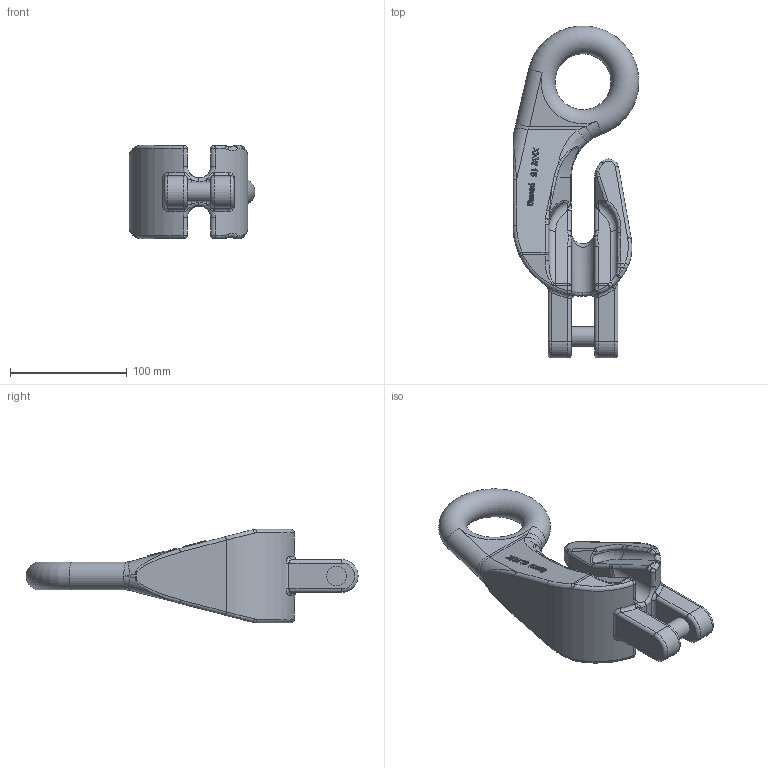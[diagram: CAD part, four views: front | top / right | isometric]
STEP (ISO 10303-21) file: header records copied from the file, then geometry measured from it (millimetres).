
FILE_DESCRIPTION(/* description */ (''),/* implementation_level */ '2;1');
FILE_NAME(/* name */ 'pewag_XKW_16',/* time_stamp */ '2010-02-01T12:28:30+01:00',/* author */ (''),/* organization */ (''),/* preprocessor_version */ 'ST-DEVELOPER v9',/* originating_system */ 'UGS - NX 4.0',/* authorisation */ '');
FILE_SCHEMA (('AUTOMOTIVE_DESIGN { 1 0 10303 214 1 1 1 1 }'));
Length unit declared in the file: millimetre
Products named in the file (1): ritFF9F5fr4
Bounding box: 108 x 284.91 x 80 mm (x, y, z)
Volume: 664818.3 mm3; surface area: 79990.6 mm2
Topology: 2 solids, 2 shells, 470 faces, 1162 edges, 688 vertices
Faces by surface type: plane 129, bspline 108, extrusion 96, cylinder 85, torus 26, sphere 22, cone 4
Full cylindrical faces by diameter (mm): 17 x3
Entity records: 16911 total; most frequent: CARTESIAN_POINT 6880, ORIENTED_EDGE 2268, DIRECTION 1743, EDGE_CURVE 1134, VERTEX_POINT 686, AXIS2_PLACEMENT_3D 627, EDGE_LOOP 492, VECTOR 489
